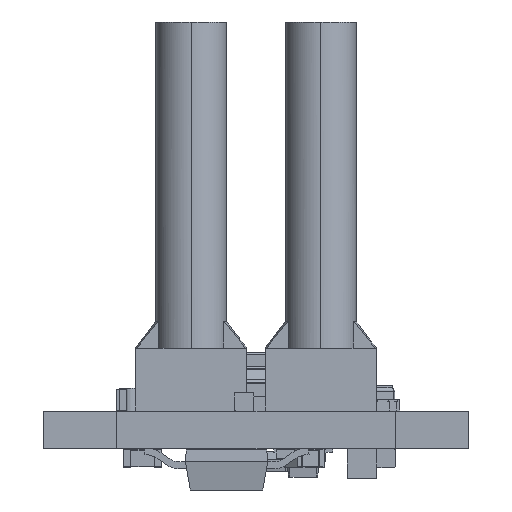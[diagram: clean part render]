
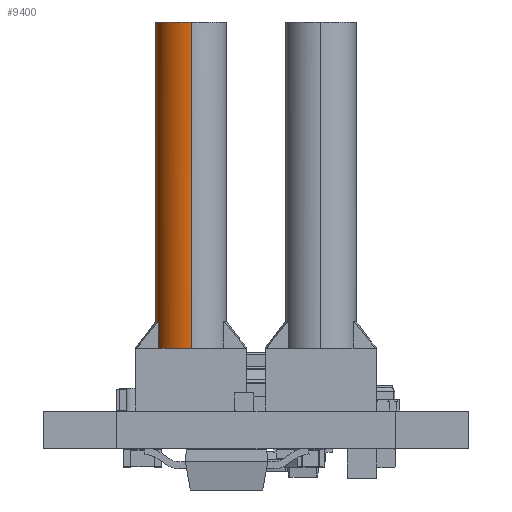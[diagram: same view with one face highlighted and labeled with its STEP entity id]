
A CAD part, left-side view. The second image highlights one B-rep face of the part: STEP entity #9400.
In plain terms, the highlighted cylindrical face has radius 1.499 mm (diameter 2.997 mm), a partial arc.
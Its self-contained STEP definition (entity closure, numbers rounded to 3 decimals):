
#8128=CARTESIAN_POINT('',(3.81,0.959,1.792));
#8129=VERTEX_POINT('',#8128);
#8138=CARTESIAN_POINT('',(2.667,0.959,1.792));
#8139=VERTEX_POINT('',#8138);
#8140=CARTESIAN_POINT('',(2.667,0.959,1.792));
#8141=DIRECTION('',(1.,0.,-0.));
#8142=VECTOR('',#8141,1.143);
#8143=LINE('',#8140,#8142);
#8144=EDGE_CURVE('',#8139,#8129,#8143,.T.);
#8471=CARTESIAN_POINT('',(2.667,1.183,1.409));
#8472=VERTEX_POINT('',#8471);
#8473=CARTESIAN_POINT('',(2.667,1.183,1.409));
#8474=CARTESIAN_POINT('',(2.667,1.042,1.583));
#8475=CARTESIAN_POINT('',(2.667,0.959,1.792));
#8476=B_SPLINE_CURVE_WITH_KNOTS('',2,(#8473,#8474,#8475),.UNSPECIFIED.,.F.,.F.,(3,3),(0.875,1.),.UNSPECIFIED.);
#8477=EDGE_CURVE('',#8472,#8139,#8476,.T.);
#8479=CARTESIAN_POINT('',(2.667,1.51,1.108));
#8480=VERTEX_POINT('',#8479);
#8481=CARTESIAN_POINT('',(2.667,1.51,1.108));
#8482=CARTESIAN_POINT('',(2.667,1.324,1.234));
#8483=CARTESIAN_POINT('',(2.667,1.183,1.409));
#8484=B_SPLINE_CURVE_WITH_KNOTS('',2,(#8481,#8482,#8483),.UNSPECIFIED.,.F.,.F.,(3,3),(0.75,0.875),.UNSPECIFIED.);
#8485=EDGE_CURVE('',#8480,#8472,#8484,.T.);
#8487=CARTESIAN_POINT('',(2.667,1.91,0.917));
#8488=VERTEX_POINT('',#8487);
#8489=CARTESIAN_POINT('',(2.667,1.91,0.917));
#8490=CARTESIAN_POINT('',(2.667,1.696,0.982));
#8491=CARTESIAN_POINT('',(2.667,1.51,1.108));
#8492=B_SPLINE_CURVE_WITH_KNOTS('',2,(#8489,#8490,#8491),.UNSPECIFIED.,.F.,.F.,(3,3),(0.625,0.75),.UNSPECIFIED.);
#8493=EDGE_CURVE('',#8488,#8480,#8492,.T.);
#8495=CARTESIAN_POINT('',(2.667,2.35,0.851));
#8496=VERTEX_POINT('',#8495);
#8497=CARTESIAN_POINT('',(2.667,2.35,0.851));
#8498=CARTESIAN_POINT('',(2.667,2.125,0.851));
#8499=CARTESIAN_POINT('',(2.667,1.91,0.917));
#8500=B_SPLINE_CURVE_WITH_KNOTS('',2,(#8497,#8498,#8499),.UNSPECIFIED.,.F.,.F.,(3,3),(0.5,0.625),.UNSPECIFIED.);
#8501=EDGE_CURVE('',#8496,#8488,#8500,.T.);
#8597=CARTESIAN_POINT('',(16.51,2.35,0.851));
#8598=VERTEX_POINT('',#8597);
#8599=CARTESIAN_POINT('',(16.51,2.349,0.851));
#8600=DIRECTION('',(-1.,-0.,-0.));
#8601=VECTOR('',#8600,13.843);
#8602=LINE('',#8599,#8601);
#8603=EDGE_CURVE('',#8598,#8496,#8602,.T.);
#8698=CARTESIAN_POINT('',(16.51,0.88,2.057));
#8699=VERTEX_POINT('',#8698);
#8700=CARTESIAN_POINT('',(16.51,0.851,2.35));
#8701=VERTEX_POINT('',#8700);
#8702=CARTESIAN_POINT('',(16.51,2.35,2.35));
#8703=DIRECTION('',(-1.,-0.,0.));
#8704=DIRECTION('',(-0.,1.,0.));
#8705=AXIS2_PLACEMENT_3D('',#8702,#8703,#8704);
#8706=CIRCLE('',#8705,1.499);
#8707=EDGE_CURVE('',#8699,#8701,#8706,.T.);
#8843=CARTESIAN_POINT('',(16.51,2.057,0.88));
#8844=VERTEX_POINT('',#8843);
#8845=CARTESIAN_POINT('',(16.51,2.35,2.35));
#8846=DIRECTION('',(-1.,-0.,0.));
#8847=DIRECTION('',(-0.,1.,0.));
#8848=AXIS2_PLACEMENT_3D('',#8845,#8846,#8847);
#8849=CIRCLE('',#8848,1.499);
#8850=EDGE_CURVE('',#8598,#8844,#8849,.T.);
#8852=CARTESIAN_POINT('',(16.51,1.776,0.965));
#8853=VERTEX_POINT('',#8852);
#8854=CARTESIAN_POINT('',(16.51,2.35,2.35));
#8855=DIRECTION('',(-1.,-0.,0.));
#8856=DIRECTION('',(-0.,1.,0.));
#8857=AXIS2_PLACEMENT_3D('',#8854,#8855,#8856);
#8858=CIRCLE('',#8857,1.499);
#8859=EDGE_CURVE('',#8844,#8853,#8858,.T.);
#8861=CARTESIAN_POINT('',(16.51,1.517,1.103));
#8862=VERTEX_POINT('',#8861);
#8863=CARTESIAN_POINT('',(16.51,2.35,2.35));
#8864=DIRECTION('',(-1.,-0.,0.));
#8865=DIRECTION('',(-0.,1.,0.));
#8866=AXIS2_PLACEMENT_3D('',#8863,#8864,#8865);
#8867=CIRCLE('',#8866,1.499);
#8868=EDGE_CURVE('',#8853,#8862,#8867,.T.);
#8870=CARTESIAN_POINT('',(16.51,1.29,1.29));
#8871=VERTEX_POINT('',#8870);
#8872=CARTESIAN_POINT('',(16.51,2.35,2.35));
#8873=DIRECTION('',(-1.,-0.,0.));
#8874=DIRECTION('',(-0.,1.,0.));
#8875=AXIS2_PLACEMENT_3D('',#8872,#8873,#8874);
#8876=CIRCLE('',#8875,1.499);
#8877=EDGE_CURVE('',#8862,#8871,#8876,.T.);
#8879=CARTESIAN_POINT('',(16.51,1.103,1.517));
#8880=VERTEX_POINT('',#8879);
#8881=CARTESIAN_POINT('',(16.51,2.35,2.35));
#8882=DIRECTION('',(-1.,-0.,0.));
#8883=DIRECTION('',(-0.,1.,0.));
#8884=AXIS2_PLACEMENT_3D('',#8881,#8882,#8883);
#8885=CIRCLE('',#8884,1.499);
#8886=EDGE_CURVE('',#8871,#8880,#8885,.T.);
#8888=CARTESIAN_POINT('',(16.51,0.965,1.776));
#8889=VERTEX_POINT('',#8888);
#8890=CARTESIAN_POINT('',(16.51,2.35,2.35));
#8891=DIRECTION('',(-1.,-0.,0.));
#8892=DIRECTION('',(-0.,1.,0.));
#8893=AXIS2_PLACEMENT_3D('',#8890,#8891,#8892);
#8894=CIRCLE('',#8893,1.499);
#8895=EDGE_CURVE('',#8880,#8889,#8894,.T.);
#8897=CARTESIAN_POINT('',(16.51,2.35,2.35));
#8898=DIRECTION('',(-1.,-0.,0.));
#8899=DIRECTION('',(-0.,1.,0.));
#8900=AXIS2_PLACEMENT_3D('',#8897,#8898,#8899);
#8901=CIRCLE('',#8900,1.499);
#8902=EDGE_CURVE('',#8889,#8699,#8901,.T.);
#8998=CARTESIAN_POINT('',(3.81,0.851,2.35));
#8999=VERTEX_POINT('',#8998);
#9000=CARTESIAN_POINT('',(16.51,0.851,2.35));
#9001=DIRECTION('',(-1.,0.,0.));
#9002=VECTOR('',#9001,12.7);
#9003=LINE('',#9000,#9002);
#9004=EDGE_CURVE('',#8701,#8999,#9003,.T.);
#9112=CARTESIAN_POINT('',(3.81,0.878,2.065));
#9113=VERTEX_POINT('',#9112);
#9114=CARTESIAN_POINT('',(3.81,2.35,2.35));
#9115=DIRECTION('',(1.,0.,0.));
#9116=DIRECTION('',(0.,-1.,-0.));
#9117=AXIS2_PLACEMENT_3D('',#9114,#9115,#9116);
#9118=CIRCLE('',#9117,1.499);
#9119=EDGE_CURVE('',#8999,#9113,#9118,.T.);
#9121=CARTESIAN_POINT('',(3.81,2.35,2.35));
#9122=DIRECTION('',(1.,0.,0.));
#9123=DIRECTION('',(0.,-1.,-0.));
#9124=AXIS2_PLACEMENT_3D('',#9121,#9122,#9123);
#9125=CIRCLE('',#9124,1.499);
#9126=EDGE_CURVE('',#9113,#8129,#9125,.T.);
#9376=CARTESIAN_POINT('',(13.741,2.349,2.35));
#9377=DIRECTION('',(1.,0.,0.));
#9378=DIRECTION('',(0.,-0.,1.));
#9379=AXIS2_PLACEMENT_3D('',#9376,#9377,#9378);
#9380=CYLINDRICAL_SURFACE('',#9379,1.499);
#9381=ORIENTED_EDGE('',*,*,#8603,.T.);
#9382=ORIENTED_EDGE('',*,*,#8501,.T.);
#9383=ORIENTED_EDGE('',*,*,#8493,.T.);
#9384=ORIENTED_EDGE('',*,*,#8485,.T.);
#9385=ORIENTED_EDGE('',*,*,#8477,.T.);
#9386=ORIENTED_EDGE('',*,*,#8144,.T.);
#9387=ORIENTED_EDGE('',*,*,#9126,.F.);
#9388=ORIENTED_EDGE('',*,*,#9119,.F.);
#9389=ORIENTED_EDGE('',*,*,#9004,.F.);
#9390=ORIENTED_EDGE('',*,*,#8707,.F.);
#9391=ORIENTED_EDGE('',*,*,#8902,.F.);
#9392=ORIENTED_EDGE('',*,*,#8895,.F.);
#9393=ORIENTED_EDGE('',*,*,#8886,.F.);
#9394=ORIENTED_EDGE('',*,*,#8877,.F.);
#9395=ORIENTED_EDGE('',*,*,#8868,.F.);
#9396=ORIENTED_EDGE('',*,*,#8859,.F.);
#9397=ORIENTED_EDGE('',*,*,#8850,.F.);
#9398=EDGE_LOOP('',(#9381,#9382,#9383,#9384,#9385,#9386,#9387,#9388,#9389,#9390,#9391,#9392,#9393,#9394,#9395,#9396,#9397));
#9399=FACE_BOUND('',#9398,.T.);
#9400=ADVANCED_FACE('',(#9399),#9380,.F.);
